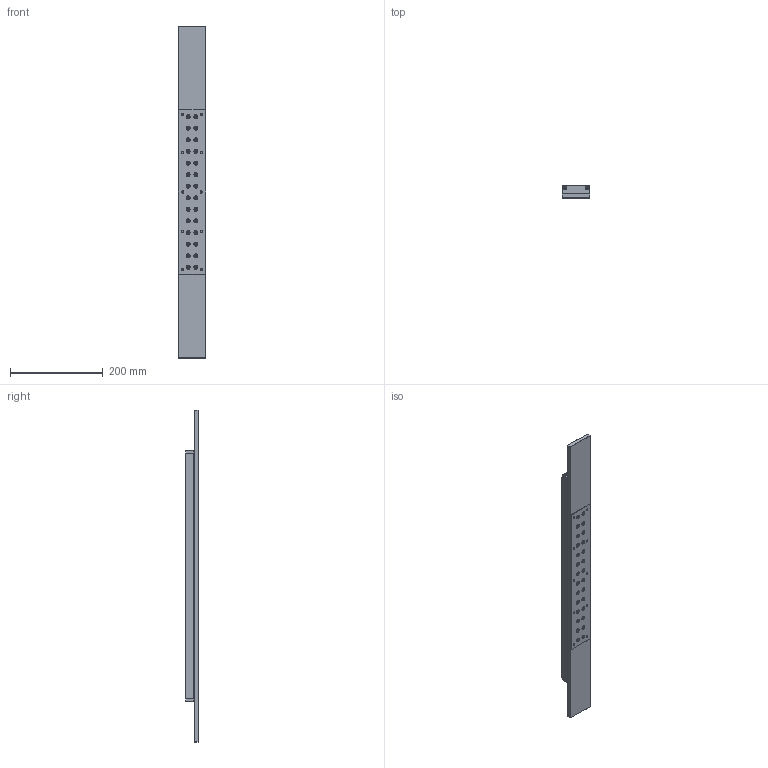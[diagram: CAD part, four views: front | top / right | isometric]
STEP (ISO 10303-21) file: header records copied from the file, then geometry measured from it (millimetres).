
FILE_DESCRIPTION (( 'STEP AP214' ), '1' );
FILE_NAME ('RTNG-3350.STEP', '2012-05-30T15:41:44', ( '' ), ( '' ), 'SwSTEP 2.0', 'SolidWorks 2011', '' );
FILE_SCHEMA (( 'AUTOMOTIVE_DESIGN' ));
Length unit declared in the file: millimetre
Products named in the file (1): RTNG-3350
Bounding box: 59.5 x 28 x 716 mm (x, y, z)
Volume: 853252.5 mm3; surface area: 241598.6 mm2
Topology: 4 solids, 4 shells, 1530 faces, 3660 edges, 2306 vertices
Faces by surface type: plane 852, cylinder 323, cone 192, torus 120, bspline 43
Entity records: 48095 total; most frequent: CARTESIAN_POINT 10108, DIRECTION 7732, ORIENTED_EDGE 7320, EDGE_CURVE 3660, AXIS2_PLACEMENT_3D 2670, VECTOR 2392, LINE 2392, VERTEX_POINT 2306
